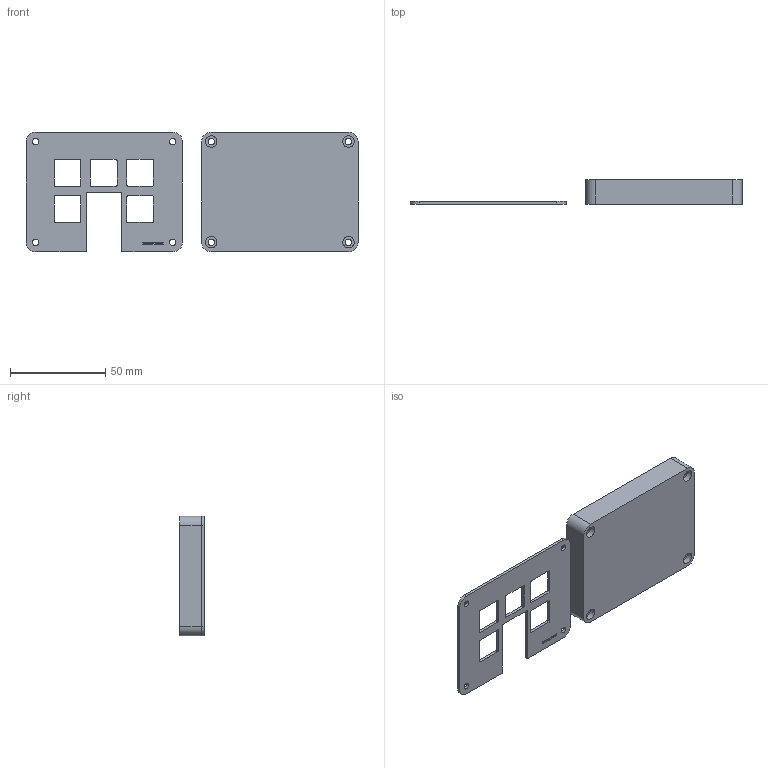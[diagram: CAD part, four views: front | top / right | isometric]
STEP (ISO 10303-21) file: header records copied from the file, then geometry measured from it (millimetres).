
FILE_DESCRIPTION(/* description */ (''),/* implementation_level */ '2;1');
FILE_NAME(/* name */ 'All of Draco''s Macropad!.step',/* time_stamp */ '2025-11-20T01:42:50-06:00',/* author */ (''),/* organization */ (''),/* preprocessor_version */ 'ST-DEVELOPER v20.1',/* originating_system */ 'Autodesk Translation Framework v14.21.0.0',/* authorisation */ '');
FILE_SCHEMA (('AUTOMOTIVE_DESIGN { 1 0 10303 214 3 1 1 }'));
Length unit declared in the file: millimetre
Products named in the file (15): All of Draco's Macropad!; Joseph's Musicpad V1; Joseph's Soundpad V1; Top Panel of Musicpad; Seeed Studio XIAO RP2040; main; type-c v2; smd_button v3; SK6805-2.4x2.7 v1; Shell; DOUT; DIN; VSS; VDD; smd_button v3(Mirror)
Assembly tree (12 placements, depth 5):
  All of Draco's Macropad!
    Top Panel of Musicpad
    Seeed Studio XIAO RP2040
      main
        type-c v2
        smd_button v3
        SK6805-2.4x2.7 v1
          Shell
          DOUT
          DIN
          VSS
          VDD
        smd_button v3(Mirror)
  Joseph's Musicpad V1
  Joseph's Soundpad V1
Bounding box: 174.2 x 13 x 62.86 mm (x, y, z)
Volume: 51669.9 mm3; surface area: 32619.9 mm2
Topology: 86 solids, 86 shells, 1677 faces, 4348 edges, 2860 vertices
Faces by surface type: plane 974, bspline 450, cylinder 225, torus 12, sphere 10, cone 6
Full cylindrical faces by diameter (mm): 0.4 x1, 0.5 x2, 0.8 x14, 1.5 x2, 2 x1, 3.4 x8, 6 x4
Entity records: 55010 total; most frequent: CARTESIAN_POINT 15871, ORIENTED_EDGE 8680, DIRECTION 6452, EDGE_CURVE 4340, LINE 2970, VECTOR 2970, VERTEX_POINT 2860, EDGE_LOOP 1802
